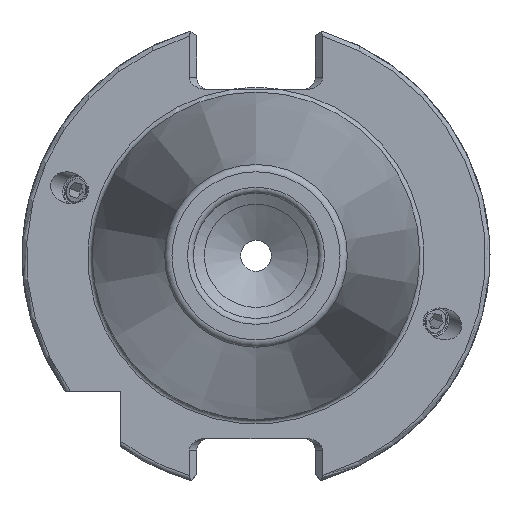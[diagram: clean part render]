
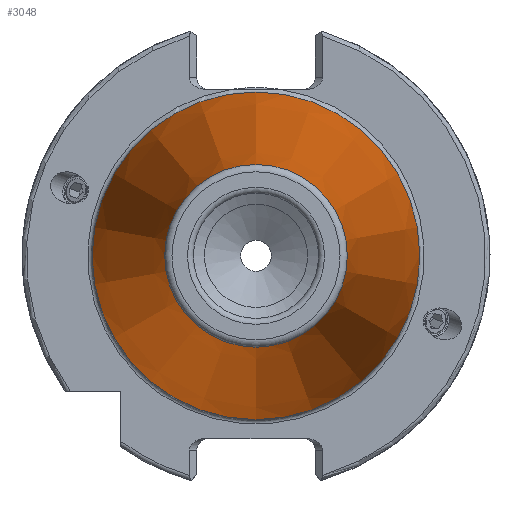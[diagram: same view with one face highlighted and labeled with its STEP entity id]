
A CAD part, left-side view. The second image highlights one B-rep face of the part: STEP entity #3048.
In plain terms, the highlighted conical face has half-angle 8.297 degrees and reference radius 22.225 mm.
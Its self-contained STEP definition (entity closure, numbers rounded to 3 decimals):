
#261 = DIRECTION ( 'NONE',  ( -1., 0., 0. ) ) ;
#343 = CARTESIAN_POINT ( 'NONE',  ( 0., 0., 0. ) ) ;
#346 = AXIS2_PLACEMENT_3D ( 'NONE', #343, #4457, #851 ) ;
#851 = DIRECTION ( 'NONE',  ( 0., 0., -1. ) ) ;
#1467 = CARTESIAN_POINT ( 'NONE',  ( -67.394, 0., 12.397 ) ) ;
#1663 = CARTESIAN_POINT ( 'NONE',  ( -67.394, 0., 0. ) ) ;
#2067 = EDGE_LOOP ( 'NONE', ( #2657 ) ) ;
#2103 = CIRCLE ( 'NONE', #3327, 22.225 ) ;
#2167 = VERTEX_POINT ( 'NONE', #1467 ) ;
#2319 = FACE_OUTER_BOUND ( 'NONE', #4903, .T. ) ;
#2393 = DIRECTION ( 'NONE',  ( 0., 0., 1. ) ) ;
#2427 = EDGE_CURVE ( 'NONE', #2167, #2167, #4199, .T. ) ;
#2657 = ORIENTED_EDGE ( 'NONE', *, *, #2427, .F. ) ;
#3048 = ADVANCED_FACE ( 'NONE', ( #5868, #2319 ), #3103, .T. ) ;
#3103 = CONICAL_SURFACE ( 'NONE', #346, 22.225, 0.145 ) ;
#3257 = DIRECTION ( 'NONE',  ( -1., 0., 0. ) ) ;
#3327 = AXIS2_PLACEMENT_3D ( 'NONE', #4685, #3257, #2393 ) ;
#3504 = DIRECTION ( 'NONE',  ( 0., 0., 1. ) ) ;
#3599 = AXIS2_PLACEMENT_3D ( 'NONE', #1663, #261, #3504 ) ;
#3619 = VERTEX_POINT ( 'NONE', #4251 ) ;
#4199 = CIRCLE ( 'NONE', #3599, 12.397 ) ;
#4251 = CARTESIAN_POINT ( 'NONE',  ( 0., 0., 22.225 ) ) ;
#4457 = DIRECTION ( 'NONE',  ( 1., 0., 0. ) ) ;
#4685 = CARTESIAN_POINT ( 'NONE',  ( 0., 0., 0. ) ) ;
#4903 = EDGE_LOOP ( 'NONE', ( #5933 ) ) ;
#5294 = EDGE_CURVE ( 'NONE', #3619, #3619, #2103, .T. ) ;
#5868 = FACE_BOUND ( 'NONE', #2067, .T. ) ;
#5933 = ORIENTED_EDGE ( 'NONE', *, *, #5294, .T. ) ;
